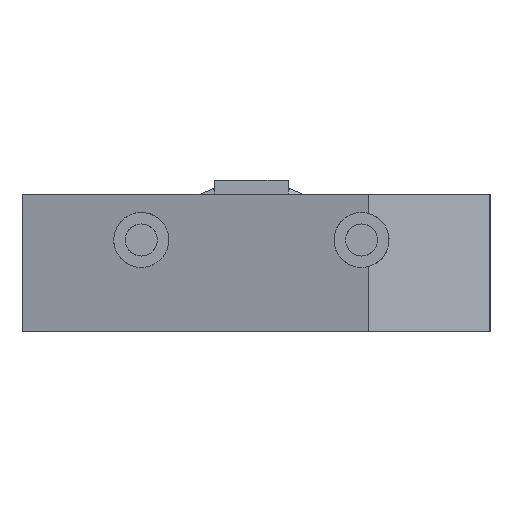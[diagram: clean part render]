
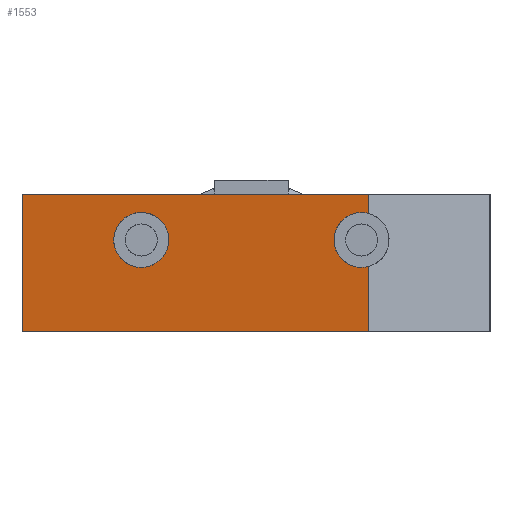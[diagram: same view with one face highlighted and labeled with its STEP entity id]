
A CAD part, left-side view. The second image highlights one B-rep face of the part: STEP entity #1553.
In plain terms, the highlighted planar face has unit normal (-0.983, 0.182, 0).
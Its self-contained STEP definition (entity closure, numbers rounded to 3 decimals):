
#15 = CARTESIAN_POINT ( 'NONE',  ( 0.702, 43., 13. ) ) ;
#655 = VERTEX_POINT ( 'NONE', #1722 ) ;
#657 = EDGE_CURVE ( 'NONE', #9869, #1993, #9832, .T. ) ;
#695 = CARTESIAN_POINT ( 'NONE',  ( 2., 50., 16.502 ) ) ;
#703 = EDGE_CURVE ( 'NONE', #3757, #2526, #10450, .T. ) ;
#713 = CARTESIAN_POINT ( 'NONE',  ( -0.41, 37., 7. ) ) ;
#873 = CARTESIAN_POINT ( 'NONE',  ( -4.954, 12.491, 7.032 ) ) ;
#978 = CARTESIAN_POINT ( 'NONE',  ( -4.86, 13., 7. ) ) ;
#1112 = EDGE_CURVE ( 'NONE', #8396, #3757, #6446, .T. ) ;
#1533 = ORIENTED_EDGE ( 'NONE', *, *, #7939, .T. ) ;
#1553 = ADVANCED_FACE ( 'NONE', ( #4215, #9821 ), #11149, .F. ) ;
#1594 = CARTESIAN_POINT ( 'NONE',  ( -0.41, 37., 13. ) ) ;
#1658 = EDGE_CURVE ( 'NONE', #9296, #5818, #8903, .T. ) ;
#1669 = CARTESIAN_POINT ( 'NONE',  ( -5., 12.244, 12.903 ) ) ;
#1722 = CARTESIAN_POINT ( 'NONE',  ( 2., 50., 0. ) ) ;
#1953 = CARTESIAN_POINT ( 'NONE',  ( 0.702, 43., 7. ) ) ;
#1993 = VERTEX_POINT ( 'NONE', #10681 ) ;
#2117 = DIRECTION ( 'NONE',  ( 0.983, -0.182, 0. ) ) ;
#2526 = VERTEX_POINT ( 'NONE', #1669 ) ;
#2591 = CARTESIAN_POINT ( 'NONE',  ( -1.523, 31., 7. ) ) ;
#2602 = CARTESIAN_POINT ( 'NONE',  ( -3.747, 19., 13. ) ) ;
#2691 = CARTESIAN_POINT ( 'NONE',  ( -3.747, 19., 7. ) ) ;
#2871 = CARTESIAN_POINT ( 'NONE',  ( -5., 12.244, 12.903 ) ) ;
#2948 = ORIENTED_EDGE ( 'NONE', *, *, #9600, .T. ) ;
#3042 = ORIENTED_EDGE ( 'NONE', *, *, #6150, .T. ) ;
#3352 = DIRECTION ( 'NONE',  ( -0.182, -0.983, 0. ) ) ;
#3446 = CARTESIAN_POINT ( 'NONE',  ( 2., 50., 15. ) ) ;
#3757 = VERTEX_POINT ( 'NONE', #8475 ) ;
#3759 = LINE ( 'NONE', #4603, #8792 ) ;
#3876 = CARTESIAN_POINT ( 'NONE',  ( -4.86, 13., 13. ) ) ;
#4207 = CARTESIAN_POINT ( 'NONE',  ( -4.86, 13., 13. ) ) ;
#4208 = ORIENTED_EDGE ( 'NONE', *, *, #657, .F. ) ;
#4215 = FACE_BOUND ( 'NONE', #5232, .T. ) ;
#4603 = CARTESIAN_POINT ( 'NONE',  ( 2., 50., 0. ) ) ;
#5030 = EDGE_LOOP ( 'NONE', ( #1533, #9459, #4208, #2948, #3042, #9470, #7777, #6337 ) ) ;
#5151 = CARTESIAN_POINT ( 'NONE',  ( -0.41, 37., 13. ) ) ;
#5232 = EDGE_LOOP ( 'NONE', ( #12119, #10819 ) ) ;
#5233 = CARTESIAN_POINT ( 'NONE',  ( -4.86, 13., 7. ) ) ;
#5236 = CARTESIAN_POINT ( 'NONE',  ( 2., 50., 16.502 ) ) ;
#5534 = CARTESIAN_POINT ( 'NONE',  ( -0.41, 37., 7. ) ) ;
#5586 = CARTESIAN_POINT ( 'NONE',  ( -0.41, 37., 13. ) ) ;
#5757 = DIRECTION ( 'NONE',  ( 0., 0., -1. ) ) ;
#5799 = DIRECTION ( 'NONE',  ( 0., 0., -1. ) ) ;
#5818 = VERTEX_POINT ( 'NONE', #5586 ) ;
#5884 = CARTESIAN_POINT ( 'NONE',  ( -4.907, 12.745, 7. ) ) ;
#6150 = EDGE_CURVE ( 'NONE', #12188, #6430, #6996, .T. ) ;
#6337 = ORIENTED_EDGE ( 'NONE', *, *, #1112, .F. ) ;
#6430 = VERTEX_POINT ( 'NONE', #4207 ) ;
#6446 = LINE ( 'NONE', #3446, #11533 ) ;
#6671 = DIRECTION ( 'NONE',  ( -0.182, -0.983, 0. ) ) ;
#6742 = DIRECTION ( 'NONE',  ( 0., 0., -1. ) ) ;
#6898 = EDGE_CURVE ( 'NONE', #6430, #2526, #8214, .T. ) ;
#6996 =( BOUNDED_CURVE ( )  B_SPLINE_CURVE ( 3, ( #978, #2691, #2602, #9671 ),
 .UNSPECIFIED., .F., .F. ) 
 B_SPLINE_CURVE_WITH_KNOTS ( ( 4, 4 ),
 ( 1.571, 4.712 ),
 .UNSPECIFIED. ) 
 CURVE ( )  GEOMETRIC_REPRESENTATION_ITEM ( )  RATIONAL_B_SPLINE_CURVE ( ( 1., 0.333, 0.333, 1. ) ) 
 REPRESENTATION_ITEM ( '' )  );
#7316 = CARTESIAN_POINT ( 'NONE',  ( 2., 50., 15. ) ) ;
#7395 = VECTOR ( 'NONE', #5757, 1000. ) ;
#7634 = EDGE_CURVE ( 'NONE', #5818, #9296, #11799, .T. ) ;
#7689 = CARTESIAN_POINT ( 'NONE',  ( -1.523, 31., 13. ) ) ;
#7777 = ORIENTED_EDGE ( 'NONE', *, *, #703, .F. ) ;
#7901 = CARTESIAN_POINT ( 'NONE',  ( -4.86, 13., 7. ) ) ;
#7939 = EDGE_CURVE ( 'NONE', #8396, #655, #11928, .T. ) ;
#7972 = CARTESIAN_POINT ( 'NONE',  ( -0.41, 37., 7. ) ) ;
#8214 =( BOUNDED_CURVE ( )  B_SPLINE_CURVE ( 3, ( #3876, #8842, #11769, #2871 ),
 .UNSPECIFIED., .F., .T. ) 
 B_SPLINE_CURVE_WITH_KNOTS ( ( 4, 4 ),
 ( 4.712, 4.967 ),
 .UNSPECIFIED. ) 
 CURVE ( )  GEOMETRIC_REPRESENTATION_ITEM ( )  RATIONAL_B_SPLINE_CURVE ( ( 1., 0.995, 0.995, 1. ) ) 
 REPRESENTATION_ITEM ( '' )  );
#8396 = VERTEX_POINT ( 'NONE', #7316 ) ;
#8475 = CARTESIAN_POINT ( 'NONE',  ( -5., 12.244, 15. ) ) ;
#8772 = CARTESIAN_POINT ( 'NONE',  ( -5., 12.244, 16.502 ) ) ;
#8792 = VECTOR ( 'NONE', #6671, 1000. ) ;
#8842 = CARTESIAN_POINT ( 'NONE',  ( -4.907, 12.745, 13. ) ) ;
#8903 =( BOUNDED_CURVE ( )  B_SPLINE_CURVE ( 3, ( #7972, #1953, #15, #5151 ),
 .UNSPECIFIED., .F., .T. ) 
 B_SPLINE_CURVE_WITH_KNOTS ( ( 4, 4 ),
 ( 1.571, 4.712 ),
 .UNSPECIFIED. ) 
 CURVE ( )  GEOMETRIC_REPRESENTATION_ITEM ( )  RATIONAL_B_SPLINE_CURVE ( ( 1., 0.333, 0.333, 1. ) ) 
 REPRESENTATION_ITEM ( '' )  );
#9296 = VERTEX_POINT ( 'NONE', #5534 ) ;
#9459 = ORIENTED_EDGE ( 'NONE', *, *, #11866, .T. ) ;
#9470 = ORIENTED_EDGE ( 'NONE', *, *, #6898, .T. ) ;
#9600 = EDGE_CURVE ( 'NONE', #9869, #12188, #12539, .T. ) ;
#9671 = CARTESIAN_POINT ( 'NONE',  ( -4.86, 13., 13. ) ) ;
#9821 = FACE_OUTER_BOUND ( 'NONE', #5030, .T. ) ;
#9832 = LINE ( 'NONE', #8772, #10134 ) ;
#9869 = VERTEX_POINT ( 'NONE', #12493 ) ;
#9922 = VECTOR ( 'NONE', #6742, 1000. ) ;
#10134 = VECTOR ( 'NONE', #5799, 1000. ) ;
#10450 = LINE ( 'NONE', #11667, #7395 ) ;
#10681 = CARTESIAN_POINT ( 'NONE',  ( -5., 12.244, 0. ) ) ;
#10796 = CARTESIAN_POINT ( 'NONE',  ( -5., 12.244, 7.097 ) ) ;
#10819 = ORIENTED_EDGE ( 'NONE', *, *, #1658, .T. ) ;
#11149 = PLANE ( 'NONE',  #11702 ) ;
#11533 = VECTOR ( 'NONE', #3352, 1000. ) ;
#11667 = CARTESIAN_POINT ( 'NONE',  ( -5., 12.244, 16.502 ) ) ;
#11702 = AXIS2_PLACEMENT_3D ( 'NONE', #5236, #2117, #12158 ) ;
#11769 = CARTESIAN_POINT ( 'NONE',  ( -4.954, 12.491, 12.968 ) ) ;
#11799 =( BOUNDED_CURVE ( )  B_SPLINE_CURVE ( 3, ( #1594, #7689, #2591, #713 ),
 .UNSPECIFIED., .F., .F. ) 
 B_SPLINE_CURVE_WITH_KNOTS ( ( 4, 4 ),
 ( 4.712, 7.854 ),
 .UNSPECIFIED. ) 
 CURVE ( )  GEOMETRIC_REPRESENTATION_ITEM ( )  RATIONAL_B_SPLINE_CURVE ( ( 1., 0.333, 0.333, 1. ) ) 
 REPRESENTATION_ITEM ( '' )  );
#11866 = EDGE_CURVE ( 'NONE', #655, #1993, #3759, .T. ) ;
#11928 = LINE ( 'NONE', #695, #9922 ) ;
#12119 = ORIENTED_EDGE ( 'NONE', *, *, #7634, .T. ) ;
#12158 = DIRECTION ( 'NONE',  ( 0.182, 0.983, 0. ) ) ;
#12188 = VERTEX_POINT ( 'NONE', #5233 ) ;
#12493 = CARTESIAN_POINT ( 'NONE',  ( -5., 12.244, 7.097 ) ) ;
#12539 =( BOUNDED_CURVE ( )  B_SPLINE_CURVE ( 3, ( #10796, #873, #5884, #7901 ),
 .UNSPECIFIED., .F., .F. ) 
 B_SPLINE_CURVE_WITH_KNOTS ( ( 4, 4 ),
 ( 1.316, 1.571 ),
 .UNSPECIFIED. ) 
 CURVE ( )  GEOMETRIC_REPRESENTATION_ITEM ( )  RATIONAL_B_SPLINE_CURVE ( ( 1., 0.995, 0.995, 1. ) ) 
 REPRESENTATION_ITEM ( '' )  );
